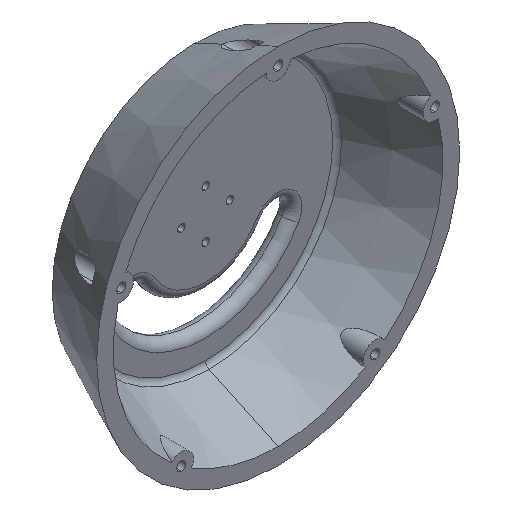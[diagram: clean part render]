
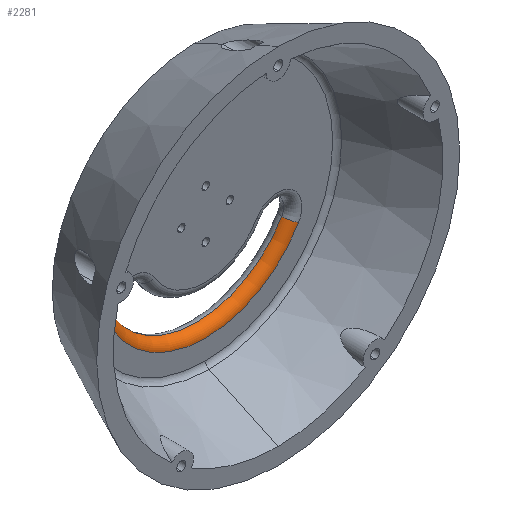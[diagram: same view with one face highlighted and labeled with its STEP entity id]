
A CAD part, isometric view. The second image highlights one B-rep face of the part: STEP entity #2281.
In plain terms, the highlighted toroidal (fillet/blend) face has major radius 35.5 mm and minor radius 3 mm.
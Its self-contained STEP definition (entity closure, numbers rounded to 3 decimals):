
#44 = AXIS2_PLACEMENT_3D ( 'NONE', #1630, #644, #1973 ) ;
#157 = DIRECTION ( 'NONE',  ( 0., 1., 0. ) ) ;
#175 = CARTESIAN_POINT ( 'NONE',  ( 30.744, -3., -17.75 ) ) ;
#184 = CARTESIAN_POINT ( 'NONE',  ( 0., -3., 0. ) ) ;
#229 = EDGE_CURVE ( 'NONE', #330, #861, #1824, .T. ) ;
#330 = VERTEX_POINT ( 'NONE', #1228 ) ;
#367 = EDGE_CURVE ( 'NONE', #861, #1376, #1120, .T. ) ;
#377 = ORIENTED_EDGE ( 'NONE', *, *, #367, .F. ) ;
#472 = ORIENTED_EDGE ( 'NONE', *, *, #2328, .F. ) ;
#507 = AXIS2_PLACEMENT_3D ( 'NONE', #1790, #810, #2011 ) ;
#547 = AXIS2_PLACEMENT_3D ( 'NONE', #175, #1322, #767 ) ;
#644 = DIRECTION ( 'NONE',  ( -0.5, 0., 0.866 ) ) ;
#767 = DIRECTION ( 'NONE',  ( -0.866, 0., 0.5 ) ) ;
#810 = DIRECTION ( 'NONE',  ( 0., -1., 0. ) ) ;
#861 = VERTEX_POINT ( 'NONE', #2054 ) ;
#1091 = FACE_OUTER_BOUND ( 'NONE', #1559, .T. ) ;
#1120 = CIRCLE ( 'NONE', #507, 32.5 ) ;
#1173 = DIRECTION ( 'NONE',  ( 0., 0., 1. ) ) ;
#1228 = CARTESIAN_POINT ( 'NONE',  ( -30.744, -6., -17.75 ) ) ;
#1315 = VERTEX_POINT ( 'NONE', #1620 ) ;
#1322 = DIRECTION ( 'NONE',  ( -0.5, 0., -0.866 ) ) ;
#1362 = ORIENTED_EDGE ( 'NONE', *, *, #229, .F. ) ;
#1376 = VERTEX_POINT ( 'NONE', #2490 ) ;
#1559 = EDGE_LOOP ( 'NONE', ( #1362, #472, #1849, #377 ) ) ;
#1620 = CARTESIAN_POINT ( 'NONE',  ( 30.744, -6., -17.75 ) ) ;
#1630 = CARTESIAN_POINT ( 'NONE',  ( -30.744, -3., -17.75 ) ) ;
#1732 = CARTESIAN_POINT ( 'NONE',  ( 0., -6., 0. ) ) ;
#1790 = CARTESIAN_POINT ( 'NONE',  ( 0., -3., 0. ) ) ;
#1824 = CIRCLE ( 'NONE', #44, 3. ) ;
#1849 = ORIENTED_EDGE ( 'NONE', *, *, #1988, .T. ) ;
#1873 = AXIS2_PLACEMENT_3D ( 'NONE', #1732, #157, #1956 ) ;
#1947 = TOROIDAL_SURFACE ( 'NONE', #2399, 35.5, 3. ) ;
#1956 = DIRECTION ( 'NONE',  ( 0., 0., 1. ) ) ;
#1973 = DIRECTION ( 'NONE',  ( 0.866, 0., 0.5 ) ) ;
#1988 = EDGE_CURVE ( 'NONE', #1315, #1376, #2314, .T. ) ;
#2011 = DIRECTION ( 'NONE',  ( 0., 0., 1. ) ) ;
#2054 = CARTESIAN_POINT ( 'NONE',  ( -28.146, -3., -16.25 ) ) ;
#2281 = ADVANCED_FACE ( 'NONE', ( #1091 ), #1947, .T. ) ;
#2314 = CIRCLE ( 'NONE', #547, 3. ) ;
#2328 = EDGE_CURVE ( 'NONE', #1315, #330, #2357, .T. ) ;
#2357 = CIRCLE ( 'NONE', #1873, 35.5 ) ;
#2399 = AXIS2_PLACEMENT_3D ( 'NONE', #184, #2557, #1173 ) ;
#2490 = CARTESIAN_POINT ( 'NONE',  ( 28.146, -3., -16.25 ) ) ;
#2557 = DIRECTION ( 'NONE',  ( 0., 1., 0. ) ) ;
